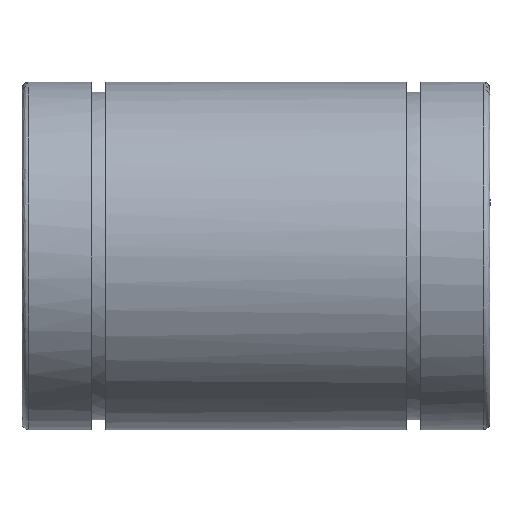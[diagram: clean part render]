
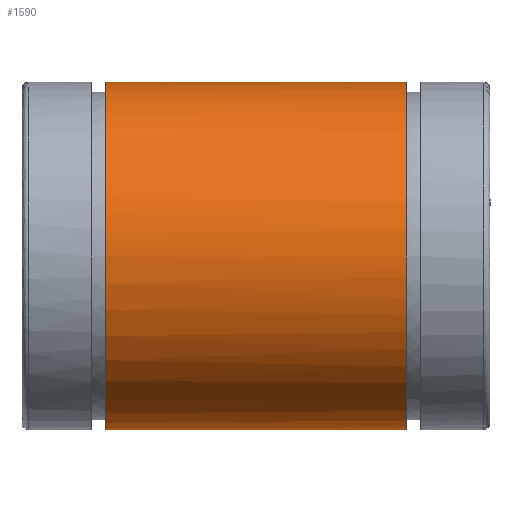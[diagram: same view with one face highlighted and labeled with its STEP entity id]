
A CAD part, front view. The second image highlights one B-rep face of the part: STEP entity #1590.
In plain terms, the highlighted free-form (B-spline) face has degree [3, 1] with [7, 2] control points.
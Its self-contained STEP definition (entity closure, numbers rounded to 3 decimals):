
#850 = CARTESIAN_POINT ('', (57.5, 26., 0.));
#860 = VERTEX_POINT ('', #850);
#870 = CARTESIAN_POINT ('', (57.5, -26., 0.));
#880 = VERTEX_POINT ('', #870);
#890 = CARTESIAN_POINT ('', (57.5, 26., 0.));
#900 = CARTESIAN_POINT ('', (57.5, 26., -52.));
#910 = CARTESIAN_POINT ('', (57.5, -26., -52.));
#920 = CARTESIAN_POINT ('', (57.5, -26., 0.));
#930 = (
   BOUNDED_CURVE ()
   B_SPLINE_CURVE (3, (#890, #900, #910, #920), .UNSPECIFIED., .F., .U.)
   B_SPLINE_CURVE_WITH_KNOTS ((4, 4), (0., 1.), .UNSPECIFIED.)
   CURVE ()
   GEOMETRIC_REPRESENTATION_ITEM ()
   RATIONAL_B_SPLINE_CURVE ((1., 0.333, 0.333, 1.))
   REPRESENTATION_ITEM ('')
);
#940 = EDGE_CURVE ('', #860, #880, #930, .T.);
#960 = CARTESIAN_POINT ('', (57.5, -26., 0.));
#970 = CARTESIAN_POINT ('', (57.5, -26., 52.));
#980 = CARTESIAN_POINT ('', (57.5, 26., 52.));
#990 = CARTESIAN_POINT ('', (57.5, 26., 0.));
#1000 = (
   BOUNDED_CURVE ()
   B_SPLINE_CURVE (3, (#960, #970, #980, #990), .UNSPECIFIED., .F., .U.)
   B_SPLINE_CURVE_WITH_KNOTS ((4, 4), (0., 1.), .UNSPECIFIED.)
   CURVE ()
   GEOMETRIC_REPRESENTATION_ITEM ()
   RATIONAL_B_SPLINE_CURVE ((1., 0.333, 0.333, 1.))
   REPRESENTATION_ITEM ('')
);
#1010 = EDGE_CURVE ('', #880, #860, #1000, .T.);
#1160 = ORIENTED_EDGE ('', *, *, #1010, .T.);
#1170 = CARTESIAN_POINT ('', (12.5, 26., 0.));
#1180 = VERTEX_POINT ('', #1170);
#1190 = CARTESIAN_POINT ('', (57.5, 26., 0.));
#1200 = CARTESIAN_POINT ('', (12.5, 26., 0.));
#1210 = B_SPLINE_CURVE_WITH_KNOTS ('', 1, (#1190, #1200), .UNSPECIFIED., .F., .U., (2, 2), (0., 1.), .UNSPECIFIED.);
#1220 = EDGE_CURVE ('', #860, #1180, #1210, .T.);
#1230 = ORIENTED_EDGE ('', *, *, #1220, .T.);
#1240 = CARTESIAN_POINT ('', (12.5, -26., 0.));
#1250 = VERTEX_POINT ('', #1240);
#1260 = CARTESIAN_POINT ('', (12.5, 26., 0.));
#1270 = CARTESIAN_POINT ('', (12.5, 26., 52.));
#1280 = CARTESIAN_POINT ('', (12.5, -26., 52.));
#1290 = CARTESIAN_POINT ('', (12.5, -26., 0.));
#1300 = (
   BOUNDED_CURVE ()
   B_SPLINE_CURVE (3, (#1260, #1270, #1280, #1290), .UNSPECIFIED., .F., .U.)
   B_SPLINE_CURVE_WITH_KNOTS ((4, 4), (0., 1.), .UNSPECIFIED.)
   CURVE ()
   GEOMETRIC_REPRESENTATION_ITEM ()
   RATIONAL_B_SPLINE_CURVE ((1., 0.333, 0.333, 1.))
   REPRESENTATION_ITEM ('')
);
#1310 = EDGE_CURVE ('', #1180, #1250, #1300, .T.);
#1320 = ORIENTED_EDGE ('', *, *, #1310, .T.);
#1330 = CARTESIAN_POINT ('', (12.5, -26., 0.));
#1340 = CARTESIAN_POINT ('', (12.5, -26., -52.));
#1350 = CARTESIAN_POINT ('', (12.5, 26., -52.));
#1360 = CARTESIAN_POINT ('', (12.5, 26., 0.));
#1370 = (
   BOUNDED_CURVE ()
   B_SPLINE_CURVE (3, (#1330, #1340, #1350, #1360), .UNSPECIFIED., .F., .U.)
   B_SPLINE_CURVE_WITH_KNOTS ((4, 4), (0., 1.), .UNSPECIFIED.)
   CURVE ()
   GEOMETRIC_REPRESENTATION_ITEM ()
   RATIONAL_B_SPLINE_CURVE ((1., 0.333, 0.333, 1.))
   REPRESENTATION_ITEM ('')
);
#1380 = EDGE_CURVE ('', #1250, #1180, #1370, .T.);
#1390 = ORIENTED_EDGE ('', *, *, #1380, .T.);
#1400 = ORIENTED_EDGE ('', *, *, #1220, .F.);
#1410 = ORIENTED_EDGE ('', *, *, #940, .T.);
#1420 = EDGE_LOOP ('', (#1160, #1230, #1320, #1390, #1400, #1410));
#1430 = FACE_OUTER_BOUND ('', #1420, .T.);
#1440 = CARTESIAN_POINT ('', (8., 26., 0.));
#1450 = CARTESIAN_POINT ('', (62., 26., 0.));
#1460 = CARTESIAN_POINT ('', (8., 26., 52.));
#1470 = CARTESIAN_POINT ('', (62., 26., 52.));
#1480 = CARTESIAN_POINT ('', (8., -26., 52.));
#1490 = CARTESIAN_POINT ('', (62., -26., 52.));
#1500 = CARTESIAN_POINT ('', (8., -26., 0.));
#1510 = CARTESIAN_POINT ('', (62., -26., 0.));
#1520 = CARTESIAN_POINT ('', (8., -26., -52.));
#1530 = CARTESIAN_POINT ('', (62., -26., -52.));
#1540 = CARTESIAN_POINT ('', (8., 26., -52.));
#1550 = CARTESIAN_POINT ('', (62., 26., -52.));
#1560 = CARTESIAN_POINT ('', (8., 26., 0.));
#1570 = CARTESIAN_POINT ('', (62., 26., 0.));
#1580 = (
   BOUNDED_SURFACE ()
   B_SPLINE_SURFACE (3, 1, ((#1440, #1450), (#1460, #1470), (#1480, #1490), (#1500, #1510), (#1520, #1530), (#1540, #1550), (#1560, #1570)), .UNSPECIFIED., .T., .F., .U.)
   B_SPLINE_SURFACE_WITH_KNOTS ((4, 3, 4), (2, 2), (0., 0.5, 1.), (0., 1.), .UNSPECIFIED.)
   SURFACE ()
   GEOMETRIC_REPRESENTATION_ITEM ()
   RATIONAL_B_SPLINE_SURFACE (((1., 1.), (0.333, 0.333), (0.333, 0.333), (1., 1.), (0.333, 0.333), (0.333, 0.333), (1., 1.)))
   REPRESENTATION_ITEM ('')
);
#1590 = ADVANCED_FACE ('', (#1430), #1580, .T.);
